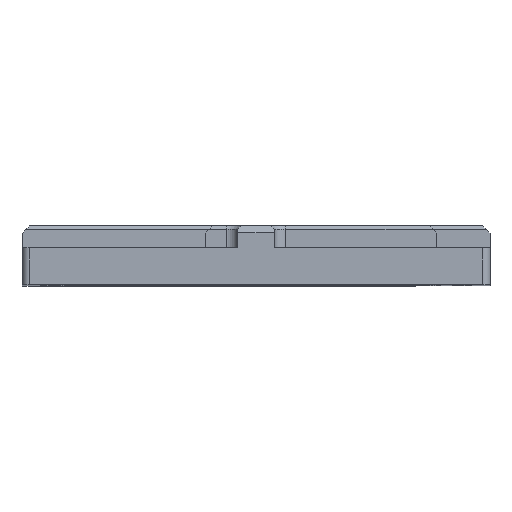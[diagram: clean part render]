
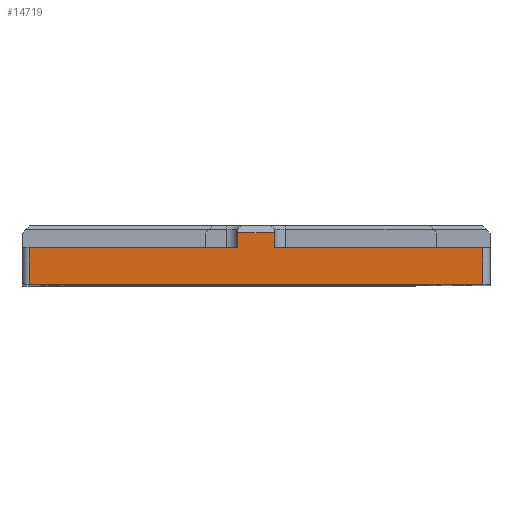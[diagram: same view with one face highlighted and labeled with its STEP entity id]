
A CAD part, top view. The second image highlights one B-rep face of the part: STEP entity #14719.
In plain terms, the highlighted planar face has unit normal (0, 0, 1).
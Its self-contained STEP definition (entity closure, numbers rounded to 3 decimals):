
#134 = DIRECTION ( 'NONE',  ( 0., -1., 0. ) ) ;
#771 = ORIENTED_EDGE ( 'NONE', *, *, #18618, .T. ) ;
#799 = EDGE_CURVE ( 'NONE', #16902, #2241, #7402, .T. ) ;
#868 = DIRECTION ( 'NONE',  ( -1., 0., 0. ) ) ;
#910 = CARTESIAN_POINT ( 'NONE',  ( 29.25, 33.554, 0. ) ) ;
#1064 = EDGE_LOOP ( 'NONE', ( #11201, #18119, #4526, #771, #16191, #10673, #16573, #9506 ) ) ;
#1215 = VECTOR ( 'NONE', #12648, 1000. ) ;
#1284 = DIRECTION ( 'NONE',  ( 0., -1., 0. ) ) ;
#1428 = CARTESIAN_POINT ( 'NONE',  ( 29.25, 5., 0. ) ) ;
#1632 = LINE ( 'NONE', #4324, #15117 ) ;
#1643 = EDGE_CURVE ( 'NONE', #15377, #8541, #12700, .T. ) ;
#2151 = EDGE_CURVE ( 'NONE', #14513, #16270, #10778, .T. ) ;
#2241 = VERTEX_POINT ( 'NONE', #9319 ) ;
#2863 = CARTESIAN_POINT ( 'NONE',  ( 1., 0., 0. ) ) ;
#2970 = CARTESIAN_POINT ( 'NONE',  ( 62.5, 8., 0. ) ) ;
#3113 = VERTEX_POINT ( 'NONE', #9542 ) ;
#3331 = CARTESIAN_POINT ( 'NONE',  ( 0., 5., 0. ) ) ;
#3414 = LINE ( 'NONE', #3331, #16416 ) ;
#3564 = VECTOR ( 'NONE', #17987, 1000. ) ;
#3863 = FACE_OUTER_BOUND ( 'NONE', #1064, .T. ) ;
#4159 = CARTESIAN_POINT ( 'NONE',  ( 1., 5., 0. ) ) ;
#4324 = CARTESIAN_POINT ( 'NONE',  ( 1., 8., 0. ) ) ;
#4526 = ORIENTED_EDGE ( 'NONE', *, *, #2151, .T. ) ;
#5232 = AXIS2_PLACEMENT_3D ( 'NONE', #14424, #7167, #8791 ) ;
#5247 = VECTOR ( 'NONE', #868, 1000. ) ;
#6285 = CARTESIAN_POINT ( 'NONE',  ( 1., 7., 0. ) ) ;
#6677 = CARTESIAN_POINT ( 'NONE',  ( 29.25, 7., 0. ) ) ;
#7167 = DIRECTION ( 'NONE',  ( 0., 0., -1. ) ) ;
#7174 = EDGE_CURVE ( 'NONE', #9754, #16902, #1632, .T. ) ;
#7402 = LINE ( 'NONE', #13850, #3564 ) ;
#8541 = VERTEX_POINT ( 'NONE', #11985 ) ;
#8685 = EDGE_CURVE ( 'NONE', #15377, #14513, #17547, .T. ) ;
#8791 = DIRECTION ( 'NONE',  ( -1., 0., 0. ) ) ;
#9319 = CARTESIAN_POINT ( 'NONE',  ( 62.5, 0., 0. ) ) ;
#9506 = ORIENTED_EDGE ( 'NONE', *, *, #14867, .T. ) ;
#9542 = CARTESIAN_POINT ( 'NONE',  ( 62.5, 5., 0. ) ) ;
#9754 = VERTEX_POINT ( 'NONE', #4159 ) ;
#10099 = EDGE_CURVE ( 'NONE', #3113, #2241, #17730, .T. ) ;
#10673 = ORIENTED_EDGE ( 'NONE', *, *, #799, .T. ) ;
#10778 = LINE ( 'NONE', #910, #13495 ) ;
#11201 = ORIENTED_EDGE ( 'NONE', *, *, #1643, .F. ) ;
#11609 = CARTESIAN_POINT ( 'NONE',  ( 34.25, 7., 0. ) ) ;
#11985 = CARTESIAN_POINT ( 'NONE',  ( 34.25, 5., 0. ) ) ;
#12648 = DIRECTION ( 'NONE',  ( 0., -1., 0. ) ) ;
#12700 = LINE ( 'NONE', #18315, #1215 ) ;
#13495 = VECTOR ( 'NONE', #14033, 1000. ) ;
#13546 = DIRECTION ( 'NONE',  ( -1., 0., 0. ) ) ;
#13660 = CARTESIAN_POINT ( 'NONE',  ( 0., 5., 0. ) ) ;
#13850 = CARTESIAN_POINT ( 'NONE',  ( 1., 0., 0. ) ) ;
#14033 = DIRECTION ( 'NONE',  ( 0., -1., 0. ) ) ;
#14424 = CARTESIAN_POINT ( 'NONE',  ( 1., 8., 0. ) ) ;
#14513 = VERTEX_POINT ( 'NONE', #6677 ) ;
#14719 = ADVANCED_FACE ( 'NONE', ( #3863 ), #15763, .F. ) ;
#14867 = EDGE_CURVE ( 'NONE', #3113, #8541, #3414, .T. ) ;
#15117 = VECTOR ( 'NONE', #1284, 1000. ) ;
#15377 = VERTEX_POINT ( 'NONE', #11609 ) ;
#15763 = PLANE ( 'NONE',  #5232 ) ;
#16191 = ORIENTED_EDGE ( 'NONE', *, *, #7174, .T. ) ;
#16270 = VERTEX_POINT ( 'NONE', #1428 ) ;
#16416 = VECTOR ( 'NONE', #17581, 1000. ) ;
#16573 = ORIENTED_EDGE ( 'NONE', *, *, #10099, .F. ) ;
#16867 = VECTOR ( 'NONE', #13546, 1000. ) ;
#16902 = VERTEX_POINT ( 'NONE', #2863 ) ;
#17547 = LINE ( 'NONE', #6285, #16867 ) ;
#17581 = DIRECTION ( 'NONE',  ( -1., 0., 0. ) ) ;
#17611 = LINE ( 'NONE', #13660, #5247 ) ;
#17730 = LINE ( 'NONE', #2970, #17944 ) ;
#17944 = VECTOR ( 'NONE', #134, 1000. ) ;
#17987 = DIRECTION ( 'NONE',  ( 1., 0., 0. ) ) ;
#18119 = ORIENTED_EDGE ( 'NONE', *, *, #8685, .T. ) ;
#18315 = CARTESIAN_POINT ( 'NONE',  ( 34.25, 33.554, 0. ) ) ;
#18618 = EDGE_CURVE ( 'NONE', #16270, #9754, #17611, .T. ) ;
